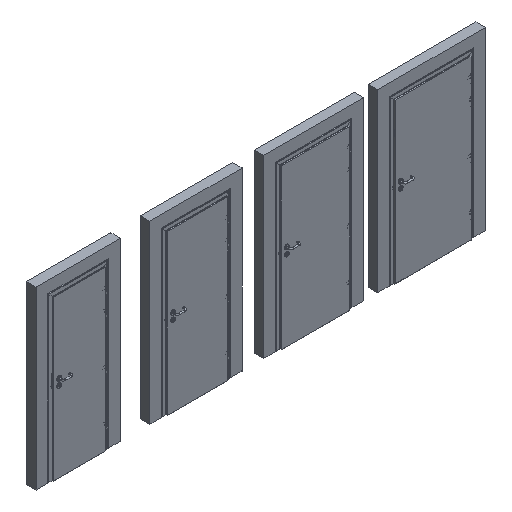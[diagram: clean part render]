
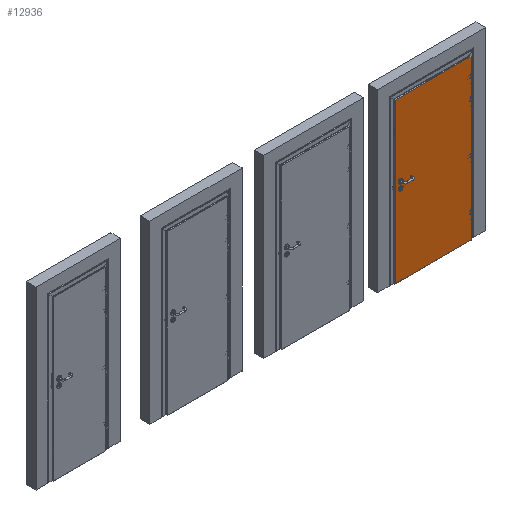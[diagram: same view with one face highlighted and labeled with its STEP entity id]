
A CAD part, isometric view. The second image highlights one B-rep face of the part: STEP entity #12936.
In plain terms, the highlighted planar face has unit normal (0, -1, 0).
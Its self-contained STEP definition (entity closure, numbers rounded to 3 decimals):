
#4800=FACE_BOUND('',#26186,.T.);
#4801=FACE_BOUND('',#26187,.T.);
#4802=FACE_BOUND('',#26188,.T.);
#6943=CIRCLE('',#92311,27.);
#6944=CIRCLE('',#92312,27.);
#12936=ADVANCED_FACE('',(#4800,#4801,#4802),#16627,.T.);
#16627=PLANE('',#92313);
#26186=EDGE_LOOP('',(#45183,#45184,#45185,#45186));
#26187=EDGE_LOOP('',(#45187));
#26188=EDGE_LOOP('',(#45188));
#45183=ORIENTED_EDGE('',*,*,#67620,.F.);
#45184=ORIENTED_EDGE('',*,*,#67621,.F.);
#45185=ORIENTED_EDGE('',*,*,#67622,.T.);
#45186=ORIENTED_EDGE('',*,*,#67618,.F.);
#45187=ORIENTED_EDGE('',*,*,#67623,.F.);
#45188=ORIENTED_EDGE('',*,*,#67624,.T.);
#56936=VERTEX_POINT('',#147586);
#56937=VERTEX_POINT('',#147588);
#56938=VERTEX_POINT('',#147592);
#56939=VERTEX_POINT('',#147594);
#56940=VERTEX_POINT('',#147597);
#56941=VERTEX_POINT('',#147599);
#67618=EDGE_CURVE('',#56936,#56937,#76824,.T.);
#67620=EDGE_CURVE('',#56938,#56936,#76826,.T.);
#67621=EDGE_CURVE('',#56939,#56938,#76827,.T.);
#67622=EDGE_CURVE('',#56939,#56937,#76828,.T.);
#67623=EDGE_CURVE('',#56940,#56940,#6943,.T.);
#67624=EDGE_CURVE('',#56941,#56941,#6944,.T.);
#76824=LINE('',#147587,#85256);
#76826=LINE('',#147591,#85258);
#76827=LINE('',#147593,#85259);
#76828=LINE('',#147595,#85260);
#85256=VECTOR('',#110329,1.);
#85258=VECTOR('',#110333,1.);
#85259=VECTOR('',#110334,1.);
#85260=VECTOR('',#110335,1.);
#92311=AXIS2_PLACEMENT_3D('',#147596,#110336,#110337);
#92312=AXIS2_PLACEMENT_3D('',#147598,#110338,#110339);
#92313=AXIS2_PLACEMENT_3D('',#147600,#110340,#110341);
#110329=DIRECTION('',(0.,0.,1.));
#110333=DIRECTION('',(-1.,0.,0.));
#110334=DIRECTION('',(0.,0.,-1.));
#110335=DIRECTION('',(-1.,0.,0.));
#110336=DIRECTION('',(0.,-1.,0.));
#110337=DIRECTION('',(1.,0.,0.));
#110338=DIRECTION('',(0.,1.,0.));
#110339=DIRECTION('',(1.,0.,0.));
#110340=DIRECTION('',(0.,-1.,0.));
#110341=DIRECTION('',(0.,0.,1.));
#147586=CARTESIAN_POINT('',(4016.,-60.6,2.));
#147587=CARTESIAN_POINT('',(4016.,-60.6,-15.));
#147588=CARTESIAN_POINT('',(4016.,-60.6,2030.));
#147591=CARTESIAN_POINT('',(4141.,-60.6,2.));
#147592=CARTESIAN_POINT('',(4984.,-60.6,2.));
#147593=CARTESIAN_POINT('',(4984.,-60.6,-15.));
#147594=CARTESIAN_POINT('',(4984.,-60.6,2030.));
#147595=CARTESIAN_POINT('',(4141.,-60.6,2030.));
#147596=CARTESIAN_POINT('',(4084.,-60.6,1104.));
#147597=CARTESIAN_POINT('',(4111.,-60.6,1104.));
#147598=CARTESIAN_POINT('',(4084.,-60.6,1024.));
#147599=CARTESIAN_POINT('',(4111.,-60.6,1024.));
#147600=CARTESIAN_POINT('',(4167.,-60.6,-15.));
